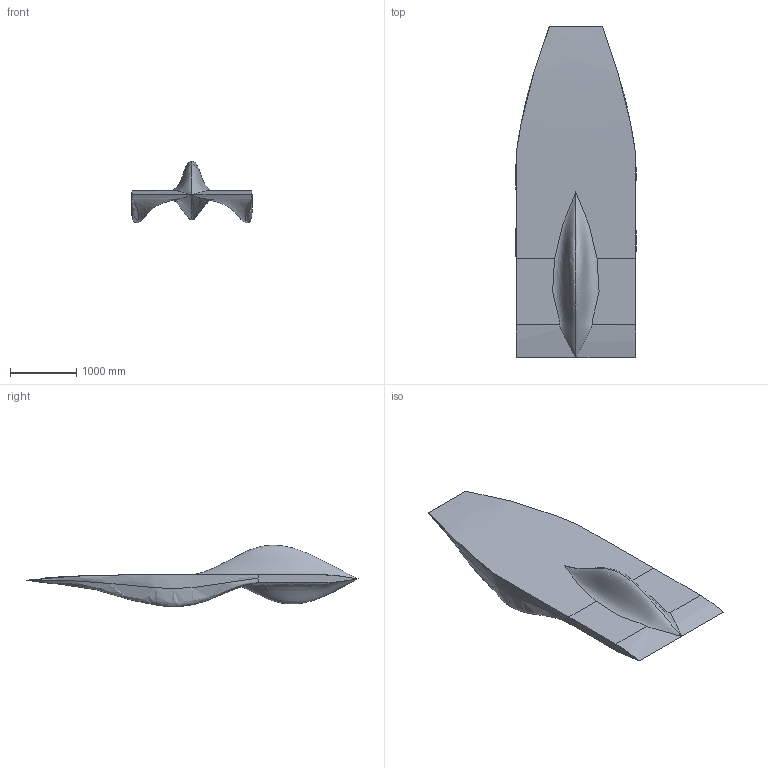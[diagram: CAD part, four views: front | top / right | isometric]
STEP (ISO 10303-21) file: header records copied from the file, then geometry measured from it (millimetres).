
FILE_DESCRIPTION(/* description */ ('','CAx-IF Rec.Pracs.---Representation and Presentation of Product Manufacturing Information (PMI)---4.0---2014-10-13'),/* implementation_level */ '2;1');
FILE_NAME(/* name */ 'fishtail more cadamaran v14.step',/* time_stamp */ '2024-12-16T16:43:01-08:00',/* author */ (''),/* organization */ (''),/* preprocessor_version */ 'ST-DEVELOPER v20',/* originating_system */ 'Autodesk Translation Framework v13.20.0.188',/* authorisation */ '');
FILE_SCHEMA (('AP242_MANAGED_MODEL_BASED_3D_ENGINEERING_MIM_LF { 1 0 10303 442 1 1 4 }'));
Length unit declared in the file: metre
Products named in the file (1): Configuration 2
Bounding box: 1822.02 x 5000 x 928.43 mm (x, y, z)
Volume: 1497527705.8 mm3; surface area: 19675535.1 mm2
Topology: 1 solids, 1 shells, 37 faces, 110 edges, 67 vertices
Faces by surface type: bspline 25, plane 12
Entity records: 12722 total; most frequent: CARTESIAN_POINT 11983, ORIENTED_EDGE 204, EDGE_CURVE 102, VERTEX_POINT 67, B_SPLINE_CURVE_WITH_KNOTS 65, DIRECTION 55, FACE_OUTER_BOUND 37, EDGE_LOOP 37
